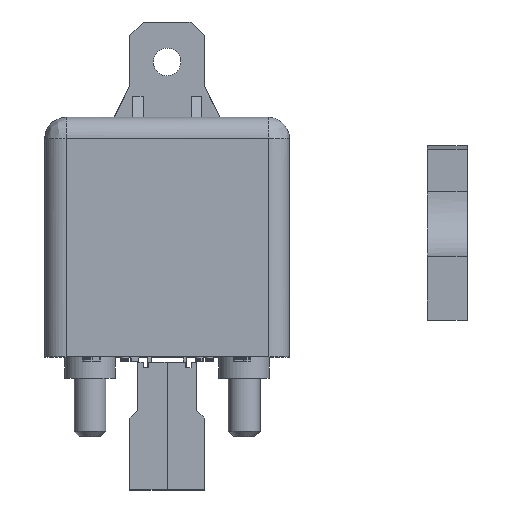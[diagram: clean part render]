
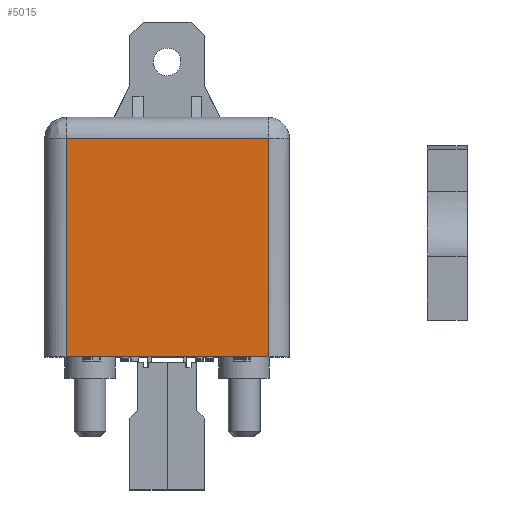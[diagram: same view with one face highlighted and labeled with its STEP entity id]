
A CAD part, top view. The second image highlights one B-rep face of the part: STEP entity #5015.
In plain terms, the highlighted free-form (B-spline) face has degree [1, 1] with [2, 2] control points.
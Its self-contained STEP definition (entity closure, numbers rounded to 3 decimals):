
#39 = VERTEX_POINT('',#40);
#40 = CARTESIAN_POINT('',(-27.672,0.,66.996));
#46 = EDGE_CURVE('',#39,#47,#49,.T.);
#47 = VERTEX_POINT('',#48);
#48 = CARTESIAN_POINT('',(27.672,0.,66.996));
#49 = B_SPLINE_CURVE_WITH_KNOTS('',1,(#50,#51),.UNSPECIFIED.,.F.,.F.,(2,
    2),(0.,38.),.PIECEWISE_BEZIER_KNOTS.);
#50 = CARTESIAN_POINT('',(-27.672,0.,66.996));
#51 = CARTESIAN_POINT('',(27.672,0.,66.996));
#4996 = VERTEX_POINT('',#4997);
#4997 = CARTESIAN_POINT('',(27.672,59.714,
    66.996));
#5003 = EDGE_CURVE('',#4996,#47,#5004,.T.);
#5004 = B_SPLINE_CURVE_WITH_KNOTS('',1,(#5005,#5006),.UNSPECIFIED.,.F.,
  .F.,(2,2),(0.,41.),.PIECEWISE_BEZIER_KNOTS.);
#5005 = CARTESIAN_POINT('',(27.672,59.714,
    66.996));
#5006 = CARTESIAN_POINT('',(27.672,0.,66.996));
#5015 = ADVANCED_FACE('',(#5016),#5032,.T.);
#5016 = FACE_BOUND('',#5017,.F.);
#5017 = EDGE_LOOP('',(#5018,#5025,#5030,#5031));
#5018 = ORIENTED_EDGE('',*,*,#5019,.F.);
#5019 = EDGE_CURVE('',#5020,#39,#5022,.T.);
#5020 = VERTEX_POINT('',#5021);
#5021 = CARTESIAN_POINT('',(-27.672,59.714,
    66.996));
#5022 = B_SPLINE_CURVE_WITH_KNOTS('',1,(#5023,#5024),.UNSPECIFIED.,.F.,
  .F.,(2,2),(0.,41.),.PIECEWISE_BEZIER_KNOTS.);
#5023 = CARTESIAN_POINT('',(-27.672,59.714,
    66.996));
#5024 = CARTESIAN_POINT('',(-27.672,0.,66.996));
#5025 = ORIENTED_EDGE('',*,*,#5026,.T.);
#5026 = EDGE_CURVE('',#5020,#4996,#5027,.T.);
#5027 = B_SPLINE_CURVE_WITH_KNOTS('',1,(#5028,#5029),.UNSPECIFIED.,.F.,
  .F.,(2,2),(0.,38.),.PIECEWISE_BEZIER_KNOTS.);
#5028 = CARTESIAN_POINT('',(-27.672,59.714,
    66.996));
#5029 = CARTESIAN_POINT('',(27.672,59.714,
    66.996));
#5030 = ORIENTED_EDGE('',*,*,#5003,.T.);
#5031 = ORIENTED_EDGE('',*,*,#46,.F.);
#5032 = B_SPLINE_SURFACE_WITH_KNOTS('',1,1,(
    (#5033,#5034)
    ,(#5035,#5036
    )),.UNSPECIFIED.,.F.,.F.,.F.,(2,2),(2,2),(4.,42.),(0.,41.),
  .PIECEWISE_BEZIER_KNOTS.);
#5033 = CARTESIAN_POINT('',(-27.672,0.,66.996));
#5034 = CARTESIAN_POINT('',(-27.672,59.714,
    66.996));
#5035 = CARTESIAN_POINT('',(27.672,0.,66.996));
#5036 = CARTESIAN_POINT('',(27.672,59.714,
    66.996));
